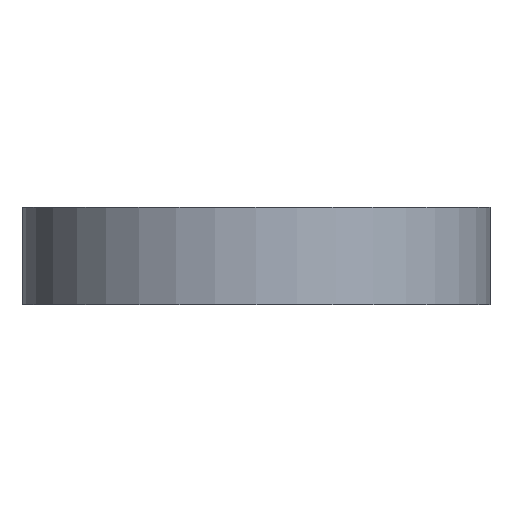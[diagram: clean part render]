
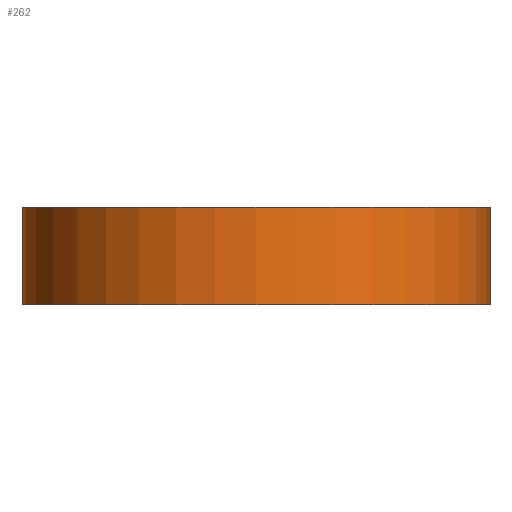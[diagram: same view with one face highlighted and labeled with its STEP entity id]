
A CAD part, front view. The second image highlights one B-rep face of the part: STEP entity #262.
In plain terms, the highlighted cylindrical face has radius 6 mm (diameter 12 mm), a partial arc.
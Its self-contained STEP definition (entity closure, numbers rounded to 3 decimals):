
#21=CARTESIAN_POINT('',(0.,-44.,0.));
#22=DIRECTION('',(0.,0.,1.));
#23=DIRECTION('',(-1.,0.,0.));
#24=AXIS2_PLACEMENT_3D('',#21,#22,#23);
#67=CARTESIAN_POINT('',(0.,-44.,2.5));
#68=DIRECTION('',(0.,0.,-1.));
#69=DIRECTION('',(1.,0.,0.));
#70=AXIS2_PLACEMENT_3D('',#67,#68,#69);
#93=DIRECTION('',(0.,0.,-1.));
#94=VECTOR('',#93,2.5);
#95=CARTESIAN_POINT('',(-6.,-44.,2.5));
#96=LINE('',#95,#94);
#101=DIRECTION('',(0.,0.,-1.));
#102=VECTOR('',#101,2.5);
#103=CARTESIAN_POINT('',(6.,-44.,2.5));
#104=LINE('',#103,#102);
#125=CARTESIAN_POINT('',(-6.,-44.,0.));
#126=CARTESIAN_POINT('',(6.,-44.,0.));
#127=VERTEX_POINT('',#125);
#128=VERTEX_POINT('',#126);
#129=CARTESIAN_POINT('',(-6.,-44.,2.5));
#130=VERTEX_POINT('',#129);
#131=CARTESIAN_POINT('',(6.,-44.,2.5));
#132=VERTEX_POINT('',#131);
#249=CARTESIAN_POINT('',(0.,-44.,9.967));
#250=DIRECTION('',(0.,0.,-1.));
#251=DIRECTION('',(1.,0.,0.));
#252=AXIS2_PLACEMENT_3D('',#249,#250,#251);
#253=CYLINDRICAL_SURFACE('',#252,6.);
#254=ORIENTED_EDGE('',*,*,#146,.F.);
#256=ORIENTED_EDGE('',*,*,#255,.F.);
#257=ORIENTED_EDGE('',*,*,#202,.F.);
#259=ORIENTED_EDGE('',*,*,#258,.T.);
#260=EDGE_LOOP('',(#254,#256,#257,#259));
#261=FACE_OUTER_BOUND('',#260,.F.);
#262=ADVANCED_FACE('',(#261),#253,.T.);
#25=CIRCLE('',#24,6.);
#71=CIRCLE('',#70,6.);
#146=EDGE_CURVE('',#127,#128,#25,.T.);
#202=EDGE_CURVE('',#132,#130,#71,.T.);
#255=EDGE_CURVE('',#130,#127,#96,.T.);
#258=EDGE_CURVE('',#132,#128,#104,.T.);
